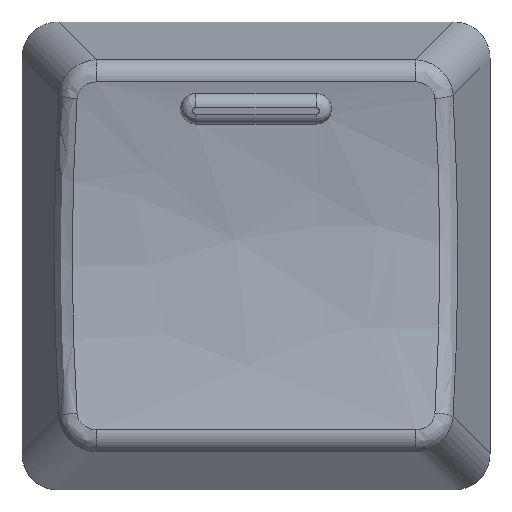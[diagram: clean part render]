
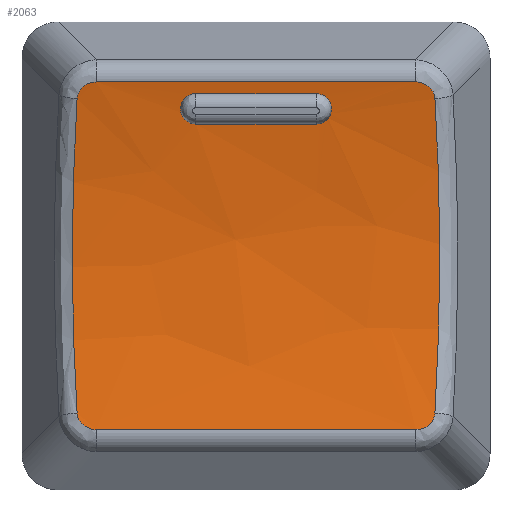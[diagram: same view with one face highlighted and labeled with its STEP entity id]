
A CAD part, top view. The second image highlights one B-rep face of the part: STEP entity #2063.
In plain terms, the highlighted free-form (B-spline) face has degree [3, 1] with [6, 2] control points.
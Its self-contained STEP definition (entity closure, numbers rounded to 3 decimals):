
#62=CARTESIAN_POINT('',(38.,-190.132,2.048));
#63=VERTEX_POINT('',#62);
#70=CARTESIAN_POINT('',(38.5,-190.632,1.951));
#71=VERTEX_POINT('',#70);
#124=CARTESIAN_POINT('',(38.,-190.132,2.048));
#125=CARTESIAN_POINT('',(38.131,-190.132,2.048));
#126=CARTESIAN_POINT('',(38.265,-190.188,2.037));
#127=CARTESIAN_POINT('',(38.356,-190.28,2.018));
#128=CARTESIAN_POINT('',(38.401,-190.326,2.009));
#129=CARTESIAN_POINT('',(38.437,-190.382,1.998));
#130=CARTESIAN_POINT('',(38.462,-190.442,1.987));
#131=CARTESIAN_POINT('',(38.487,-190.503,1.975));
#132=CARTESIAN_POINT('',(38.5,-190.568,1.963));
#133=CARTESIAN_POINT('',(38.5,-190.632,1.951));
#134=B_SPLINE_CURVE_WITH_KNOTS('',3,(#124,#125,#126,#127,#128,#129,#130,#131,#132,#133),.UNSPECIFIED.,.F.,.F.,(4,3,3,4),(0.499,0.75,0.875,1.),.UNSPECIFIED.);
#135=EDGE_CURVE('',#63,#71,#134,.T.);
#171=CARTESIAN_POINT('',(34.,-191.132,1.863));
#172=VERTEX_POINT('',#171);
#179=CARTESIAN_POINT('',(33.5,-190.632,1.951));
#180=VERTEX_POINT('',#179);
#242=CARTESIAN_POINT('',(34.,-191.132,1.863));
#243=CARTESIAN_POINT('',(33.869,-191.132,1.863));
#244=CARTESIAN_POINT('',(33.736,-191.076,1.872));
#245=CARTESIAN_POINT('',(33.645,-190.984,1.888));
#246=CARTESIAN_POINT('',(33.554,-190.893,1.904));
#247=CARTESIAN_POINT('',(33.5,-190.761,1.927));
#248=CARTESIAN_POINT('',(33.5,-190.632,1.951));
#249=B_SPLINE_CURVE_WITH_KNOTS('',3,(#242,#243,#244,#245,#246,#247,#248),.UNSPECIFIED.,.F.,.F.,(4,3,4),(0.5,0.75,1.),.UNSPECIFIED.);
#250=EDGE_CURVE('',#172,#180,#249,.T.);
#292=CARTESIAN_POINT('',(38.,-191.132,1.863));
#293=VERTEX_POINT('',#292);
#294=CARTESIAN_POINT('',(38.5,-190.632,1.951));
#295=CARTESIAN_POINT('',(38.5,-190.761,1.927));
#296=CARTESIAN_POINT('',(38.447,-190.892,1.904));
#297=CARTESIAN_POINT('',(38.355,-190.984,1.888));
#298=CARTESIAN_POINT('',(38.264,-191.077,1.872));
#299=CARTESIAN_POINT('',(38.132,-191.132,1.863));
#300=CARTESIAN_POINT('',(38.,-191.132,1.863));
#301=B_SPLINE_CURVE_WITH_KNOTS('',3,(#294,#295,#296,#297,#298,#299,#300),.UNSPECIFIED.,.F.,.F.,(4,3,4),(0.,0.25,0.499),.UNSPECIFIED.);
#302=EDGE_CURVE('',#71,#293,#301,.T.);
#374=CARTESIAN_POINT('',(34.,-190.132,2.048));
#375=VERTEX_POINT('',#374);
#389=CARTESIAN_POINT('',(38.,-190.132,2.048));
#390=DIRECTION('',(-1.,-0.,-0.));
#391=VECTOR('',#390,4.);
#392=LINE('',#389,#391);
#393=EDGE_CURVE('',#63,#375,#392,.T.);
#439=CARTESIAN_POINT('',(33.5,-190.632,1.951));
#440=CARTESIAN_POINT('',(33.5,-190.503,1.975));
#441=CARTESIAN_POINT('',(33.553,-190.373,2.));
#442=CARTESIAN_POINT('',(33.644,-190.28,2.018));
#443=CARTESIAN_POINT('',(33.736,-190.188,2.037));
#444=CARTESIAN_POINT('',(33.868,-190.132,2.048));
#445=CARTESIAN_POINT('',(34.,-190.132,2.048));
#446=B_SPLINE_CURVE_WITH_KNOTS('',3,(#439,#440,#441,#442,#443,#444,#445),.UNSPECIFIED.,.F.,.F.,(4,3,4),(0.,0.25,0.5),.UNSPECIFIED.);
#447=EDGE_CURVE('',#180,#375,#446,.T.);
#515=CARTESIAN_POINT('',(34.,-191.132,1.863));
#516=DIRECTION('',(1.,0.,0.));
#517=VECTOR('',#516,4.);
#518=LINE('',#515,#517);
#519=EDGE_CURVE('',#172,#293,#518,.T.);
#1940=CARTESIAN_POINT('',(29.915,-201.258,2.131));
#1941=CARTESIAN_POINT('',(42.085,-201.258,2.131));
#1942=CARTESIAN_POINT('',(29.915,-199.338,1.71));
#1943=CARTESIAN_POINT('',(42.085,-199.338,1.71));
#1944=CARTESIAN_POINT('',(29.915,-197.419,1.5));
#1945=CARTESIAN_POINT('',(42.085,-197.419,1.5));
#1946=CARTESIAN_POINT('',(29.915,-193.581,1.5));
#1947=CARTESIAN_POINT('',(42.085,-193.581,1.5));
#1948=CARTESIAN_POINT('',(29.915,-191.662,1.71));
#1949=CARTESIAN_POINT('',(42.085,-191.662,1.71));
#1950=CARTESIAN_POINT('',(29.915,-189.742,2.131));
#1951=CARTESIAN_POINT('',(42.085,-189.742,2.131));
#1952=B_SPLINE_SURFACE_WITH_KNOTS('',3,1,((#1940,#1941),(#1942,#1943),(#1944,#1945),(#1946,#1947),(#1948,#1949),(#1950,#1951)),.UNSPECIFIED.,.F.,.F.,.U.,(4,2,4),(2,2),(0.103,0.5,0.897),(0.331,0.669),.UNSPECIFIED.);
#1953=ORIENTED_EDGE('',*,*,#519,.F.);
#1954=ORIENTED_EDGE('',*,*,#250,.T.);
#1955=ORIENTED_EDGE('',*,*,#447,.T.);
#1956=ORIENTED_EDGE('',*,*,#393,.F.);
#1957=ORIENTED_EDGE('',*,*,#135,.T.);
#1958=ORIENTED_EDGE('',*,*,#302,.T.);
#1959=EDGE_LOOP('',(#1953,#1954,#1955,#1956,#1957,#1958));
#1960=FACE_BOUND('',#1959,.T.);
#1961=CARTESIAN_POINT('',(41.927,-200.707,2.016));
#1962=VERTEX_POINT('',#1961);
#1963=CARTESIAN_POINT('',(41.927,-190.293,2.016));
#1964=VERTEX_POINT('',#1963);
#1965=CARTESIAN_POINT('',(41.927,-200.707,2.016));
#1966=CARTESIAN_POINT('',(41.979,-199.846,1.845));
#1967=CARTESIAN_POINT('',(42.019,-198.981,1.716));
#1968=CARTESIAN_POINT('',(42.045,-198.11,1.63));
#1969=CARTESIAN_POINT('',(42.072,-197.239,1.543));
#1970=CARTESIAN_POINT('',(42.085,-196.361,1.5));
#1971=CARTESIAN_POINT('',(42.085,-195.489,1.5));
#1972=CARTESIAN_POINT('',(42.085,-193.744,1.501));
#1973=CARTESIAN_POINT('',(42.031,-192.014,1.675));
#1974=CARTESIAN_POINT('',(41.927,-190.293,2.016));
#1975=B_SPLINE_CURVE_WITH_KNOTS('',3,(#1965,#1966,#1967,#1968,#1969,#1970,#1971,#1972,#1973,#1974),.UNSPECIFIED.,.F.,.F.,(4,3,3,4),(-0.,0.003,0.005,0.011),.UNSPECIFIED.);
#1976=EDGE_CURVE('',#1962,#1964,#1975,.T.);
#1977=ORIENTED_EDGE('',*,*,#1976,.T.);
#1978=CARTESIAN_POINT('',(41.293,-189.742,2.131));
#1979=VERTEX_POINT('',#1978);
#1980=CARTESIAN_POINT('',(41.927,-190.293,2.016));
#1981=CARTESIAN_POINT('',(41.917,-190.141,2.046));
#1982=CARTESIAN_POINT('',(41.843,-189.997,2.076));
#1983=CARTESIAN_POINT('',(41.725,-189.897,2.097));
#1984=CARTESIAN_POINT('',(41.607,-189.797,2.119));
#1985=CARTESIAN_POINT('',(41.452,-189.742,2.131));
#1986=CARTESIAN_POINT('',(41.293,-189.742,2.131));
#1987=B_SPLINE_CURVE_WITH_KNOTS('',3,(#1980,#1981,#1982,#1983,#1984,#1985,#1986),.UNSPECIFIED.,.F.,.F.,(4,3,4),(0.,0.,0.001),.UNSPECIFIED.);
#1988=EDGE_CURVE('',#1964,#1979,#1987,.T.);
#1989=ORIENTED_EDGE('',*,*,#1988,.T.);
#1990=CARTESIAN_POINT('',(30.707,-189.742,2.131));
#1991=VERTEX_POINT('',#1990);
#1992=CARTESIAN_POINT('',(41.293,-189.742,2.131));
#1993=DIRECTION('',(-1.,-0.,0.));
#1994=VECTOR('',#1993,10.586);
#1995=LINE('',#1992,#1994);
#1996=EDGE_CURVE('',#1979,#1991,#1995,.T.);
#1997=ORIENTED_EDGE('',*,*,#1996,.T.);
#1998=CARTESIAN_POINT('',(30.073,-190.293,2.016));
#1999=VERTEX_POINT('',#1998);
#2000=CARTESIAN_POINT('',(30.707,-189.742,2.131));
#2001=CARTESIAN_POINT('',(30.628,-189.742,2.131));
#2002=CARTESIAN_POINT('',(30.549,-189.756,2.128));
#2003=CARTESIAN_POINT('',(30.476,-189.782,2.122));
#2004=CARTESIAN_POINT('',(30.402,-189.808,2.116));
#2005=CARTESIAN_POINT('',(30.333,-189.847,2.108));
#2006=CARTESIAN_POINT('',(30.275,-189.897,2.097));
#2007=CARTESIAN_POINT('',(30.216,-189.947,2.087));
#2008=CARTESIAN_POINT('',(30.167,-190.008,2.074));
#2009=CARTESIAN_POINT('',(30.133,-190.076,2.06));
#2010=CARTESIAN_POINT('',(30.098,-190.144,2.046));
#2011=CARTESIAN_POINT('',(30.078,-190.217,2.031));
#2012=CARTESIAN_POINT('',(30.073,-190.293,2.016));
#2013=B_SPLINE_CURVE_WITH_KNOTS('',3,(#2000,#2001,#2002,#2003,#2004,#2005,#2006,#2007,#2008,#2009,#2010,#2011,#2012),.UNSPECIFIED.,.F.,.F.,(4,3,3,3,4),(0.,0.,0.,0.001,0.001),.UNSPECIFIED.);
#2014=EDGE_CURVE('',#1991,#1999,#2013,.T.);
#2015=ORIENTED_EDGE('',*,*,#2014,.T.);
#2016=CARTESIAN_POINT('',(30.073,-200.707,2.016));
#2017=VERTEX_POINT('',#2016);
#2018=CARTESIAN_POINT('',(30.073,-190.293,2.016));
#2019=CARTESIAN_POINT('',(29.969,-192.014,1.675));
#2020=CARTESIAN_POINT('',(29.915,-193.744,1.501));
#2021=CARTESIAN_POINT('',(29.915,-195.489,1.5));
#2022=CARTESIAN_POINT('',(29.915,-196.361,1.5));
#2023=CARTESIAN_POINT('',(29.928,-197.239,1.543));
#2024=CARTESIAN_POINT('',(29.955,-198.11,1.63));
#2025=CARTESIAN_POINT('',(29.981,-198.981,1.716));
#2026=CARTESIAN_POINT('',(30.021,-199.846,1.845));
#2027=CARTESIAN_POINT('',(30.073,-200.707,2.016));
#2028=B_SPLINE_CURVE_WITH_KNOTS('',3,(#2018,#2019,#2020,#2021,#2022,#2023,#2024,#2025,#2026,#2027),.UNSPECIFIED.,.F.,.F.,(4,3,3,4),(0.,0.005,0.008,0.011),.UNSPECIFIED.);
#2029=EDGE_CURVE('',#1999,#2017,#2028,.T.);
#2030=ORIENTED_EDGE('',*,*,#2029,.T.);
#2031=CARTESIAN_POINT('',(30.707,-201.258,2.131));
#2032=VERTEX_POINT('',#2031);
#2033=CARTESIAN_POINT('',(30.073,-200.707,2.016));
#2034=CARTESIAN_POINT('',(30.083,-200.859,2.046));
#2035=CARTESIAN_POINT('',(30.157,-201.003,2.076));
#2036=CARTESIAN_POINT('',(30.275,-201.103,2.097));
#2037=CARTESIAN_POINT('',(30.393,-201.203,2.119));
#2038=CARTESIAN_POINT('',(30.548,-201.258,2.131));
#2039=CARTESIAN_POINT('',(30.707,-201.258,2.131));
#2040=B_SPLINE_CURVE_WITH_KNOTS('',3,(#2033,#2034,#2035,#2036,#2037,#2038,#2039),.UNSPECIFIED.,.F.,.F.,(4,3,4),(0.,0.,0.001),.UNSPECIFIED.);
#2041=EDGE_CURVE('',#2017,#2032,#2040,.T.);
#2042=ORIENTED_EDGE('',*,*,#2041,.T.);
#2043=CARTESIAN_POINT('',(41.293,-201.258,2.131));
#2044=VERTEX_POINT('',#2043);
#2045=CARTESIAN_POINT('',(30.707,-201.258,2.131));
#2046=DIRECTION('',(1.,0.,-0.));
#2047=VECTOR('',#2046,10.586);
#2048=LINE('',#2045,#2047);
#2049=EDGE_CURVE('',#2032,#2044,#2048,.T.);
#2050=ORIENTED_EDGE('',*,*,#2049,.T.);
#2051=CARTESIAN_POINT('',(41.293,-201.258,2.131));
#2052=CARTESIAN_POINT('',(41.452,-201.258,2.131));
#2053=CARTESIAN_POINT('',(41.607,-201.203,2.119));
#2054=CARTESIAN_POINT('',(41.725,-201.103,2.097));
#2055=CARTESIAN_POINT('',(41.843,-201.003,2.076));
#2056=CARTESIAN_POINT('',(41.917,-200.859,2.046));
#2057=CARTESIAN_POINT('',(41.927,-200.707,2.016));
#2058=B_SPLINE_CURVE_WITH_KNOTS('',3,(#2051,#2052,#2053,#2054,#2055,#2056,#2057),.UNSPECIFIED.,.F.,.F.,(4,3,4),(-0.,0.,0.001),.UNSPECIFIED.);
#2059=EDGE_CURVE('',#2044,#1962,#2058,.T.);
#2060=ORIENTED_EDGE('',*,*,#2059,.T.);
#2061=EDGE_LOOP('',(#1977,#1989,#1997,#2015,#2030,#2042,#2050,#2060));
#2062=FACE_BOUND('',#2061,.T.);
#2063=ADVANCED_FACE('',(#1960,#2062),#1952,.F.);
